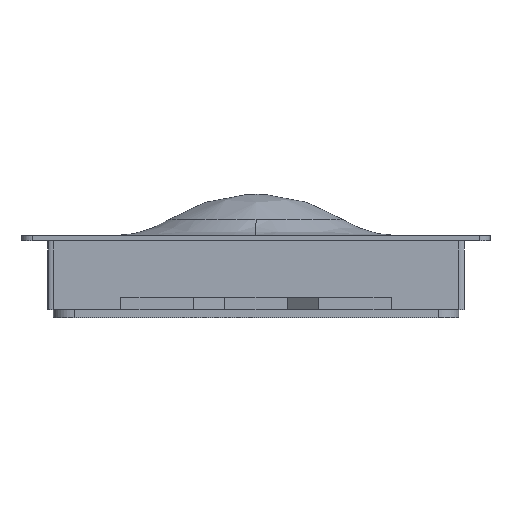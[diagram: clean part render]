
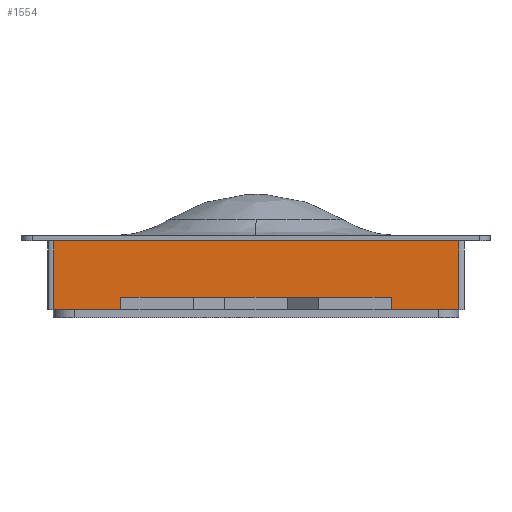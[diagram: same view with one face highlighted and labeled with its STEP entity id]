
A CAD part, left-side view. The second image highlights one B-rep face of the part: STEP entity #1554.
In plain terms, the highlighted planar face has unit normal (-1, 0, 0).
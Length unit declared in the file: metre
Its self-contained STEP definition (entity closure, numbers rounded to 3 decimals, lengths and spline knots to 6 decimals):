
#23 = DIRECTION ( 'NONE',  ( 1., 0., 0. ) ) ;
#111 = ORIENTED_EDGE ( 'NONE', *, *, #4364, .F. ) ;
#219 = VERTEX_POINT ( 'NONE', #5035 ) ;
#354 = VECTOR ( 'NONE', #4114, 1. ) ;
#404 = FACE_OUTER_BOUND ( 'NONE', #947, .T. ) ;
#441 = VECTOR ( 'NONE', #3906, 1. ) ;
#527 = VECTOR ( 'NONE', #3006, 1. ) ;
#566 = EDGE_CURVE ( 'NONE', #219, #4017, #1840, .T. ) ;
#754 = CARTESIAN_POINT ( 'NONE',  ( -0.0015, 0.00065, 0.000205 ) ) ;
#835 = CARTESIAN_POINT ( 'NONE',  ( -0.0015, -0.000975, 0.000205 ) ) ;
#917 = VECTOR ( 'NONE', #4788, 1. ) ;
#947 = EDGE_LOOP ( 'NONE', ( #1454, #3664, #111, #5533, #1218, #5150, #3147, #5374 ) ) ;
#1000 = VECTOR ( 'NONE', #3193, 1. ) ;
#1127 = VERTEX_POINT ( 'NONE', #2208 ) ;
#1194 = EDGE_CURVE ( 'NONE', #1959, #5149, #2113, .T. ) ;
#1218 = ORIENTED_EDGE ( 'NONE', *, *, #1194, .F. ) ;
#1318 = CARTESIAN_POINT ( 'NONE',  ( -0.0015, 0.000975, 0.00037 ) ) ;
#1402 = CARTESIAN_POINT ( 'NONE',  ( -0.0015, 0.00065, 0.00004 ) ) ;
#1404 = CARTESIAN_POINT ( 'NONE',  ( -0.0015, 0.000975, 0.000205 ) ) ;
#1411 = VERTEX_POINT ( 'NONE', #5144 ) ;
#1454 = ORIENTED_EDGE ( 'NONE', *, *, #2386, .F. ) ;
#1554 = ADVANCED_FACE ( 'NONE', ( #404 ), #5327, .F. ) ;
#1655 = DIRECTION ( 'NONE',  ( 0., 0., -1. ) ) ;
#1739 = EDGE_CURVE ( 'NONE', #5149, #1127, #4325, .T. ) ;
#1784 = LINE ( 'NONE', #5228, #527 ) ;
#1840 = LINE ( 'NONE', #1404, #1000 ) ;
#1857 = CARTESIAN_POINT ( 'NONE',  ( -0.0015, 0., 0.00004 ) ) ;
#1947 = VECTOR ( 'NONE', #4444, 1. ) ;
#1959 = VERTEX_POINT ( 'NONE', #2251 ) ;
#1979 = LINE ( 'NONE', #754, #3321 ) ;
#2113 = LINE ( 'NONE', #2646, #441 ) ;
#2197 = CARTESIAN_POINT ( 'NONE',  ( -0.0015, 0., 0.000205 ) ) ;
#2208 = CARTESIAN_POINT ( 'NONE',  ( -0.0015, -0.00065, 0.0001 ) ) ;
#2211 = EDGE_CURVE ( 'NONE', #3850, #1959, #2524, .T. ) ;
#2251 = CARTESIAN_POINT ( 'NONE',  ( -0.0015, -0.000975, 0.00004 ) ) ;
#2368 = LINE ( 'NONE', #3666, #4412 ) ;
#2386 = EDGE_CURVE ( 'NONE', #4434, #219, #2706, .T. ) ;
#2493 = AXIS2_PLACEMENT_3D ( 'NONE', #2197, #23, #4825 ) ;
#2524 = LINE ( 'NONE', #835, #1947 ) ;
#2646 = CARTESIAN_POINT ( 'NONE',  ( -0.0015, 0., 0.00004 ) ) ;
#2706 = LINE ( 'NONE', #1857, #354 ) ;
#3006 = DIRECTION ( 'NONE',  ( 0., 1., 0. ) ) ;
#3147 = ORIENTED_EDGE ( 'NONE', *, *, #4147, .T. ) ;
#3193 = DIRECTION ( 'NONE',  ( 0., 0., 1. ) ) ;
#3321 = VECTOR ( 'NONE', #1655, 1. ) ;
#3444 = CARTESIAN_POINT ( 'NONE',  ( -0.0015, -0.00065, 0.000205 ) ) ;
#3664 = ORIENTED_EDGE ( 'NONE', *, *, #4234, .F. ) ;
#3666 = CARTESIAN_POINT ( 'NONE',  ( -0.0015, 0., 0.00037 ) ) ;
#3850 = VERTEX_POINT ( 'NONE', #4771 ) ;
#3906 = DIRECTION ( 'NONE',  ( 0., 1., 0. ) ) ;
#4017 = VERTEX_POINT ( 'NONE', #1318 ) ;
#4114 = DIRECTION ( 'NONE',  ( 0., 1., 0. ) ) ;
#4147 = EDGE_CURVE ( 'NONE', #3850, #4017, #2368, .T. ) ;
#4234 = EDGE_CURVE ( 'NONE', #1411, #4434, #1979, .T. ) ;
#4325 = LINE ( 'NONE', #3444, #917 ) ;
#4364 = EDGE_CURVE ( 'NONE', #1127, #1411, #1784, .T. ) ;
#4412 = VECTOR ( 'NONE', #5005, 1. ) ;
#4434 = VERTEX_POINT ( 'NONE', #1402 ) ;
#4444 = DIRECTION ( 'NONE',  ( 0., 0., -1. ) ) ;
#4771 = CARTESIAN_POINT ( 'NONE',  ( -0.0015, -0.000975, 0.00037 ) ) ;
#4788 = DIRECTION ( 'NONE',  ( 0., 0., 1. ) ) ;
#4825 = DIRECTION ( 'NONE',  ( 0., 0., -1. ) ) ;
#5005 = DIRECTION ( 'NONE',  ( 0., 1., 0. ) ) ;
#5035 = CARTESIAN_POINT ( 'NONE',  ( -0.0015, 0.000975, 0.00004 ) ) ;
#5144 = CARTESIAN_POINT ( 'NONE',  ( -0.0015, 0.00065, 0.0001 ) ) ;
#5149 = VERTEX_POINT ( 'NONE', #5684 ) ;
#5150 = ORIENTED_EDGE ( 'NONE', *, *, #2211, .F. ) ;
#5228 = CARTESIAN_POINT ( 'NONE',  ( -0.0015, 0., 0.0001 ) ) ;
#5327 = PLANE ( 'NONE',  #2493 ) ;
#5374 = ORIENTED_EDGE ( 'NONE', *, *, #566, .F. ) ;
#5533 = ORIENTED_EDGE ( 'NONE', *, *, #1739, .F. ) ;
#5684 = CARTESIAN_POINT ( 'NONE',  ( -0.0015, -0.00065, 0.00004 ) ) ;
